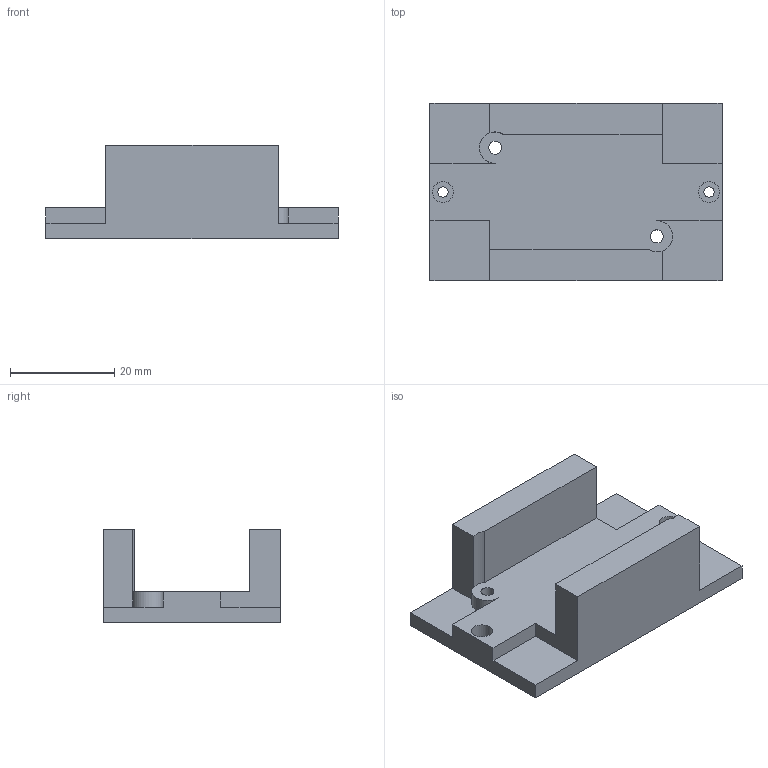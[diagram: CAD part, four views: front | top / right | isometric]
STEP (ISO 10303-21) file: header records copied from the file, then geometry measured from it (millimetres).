
FILE_DESCRIPTION(/* description */ (''),/* implementation_level */ '2;1');
FILE_NAME(/* name */ 'LM2596 Mount.step',/* time_stamp */ '2020-09-16T18:20:47-07:00',/* author */ (''),/* organization */ (''),/* preprocessor_version */ 'ST-DEVELOPER v18.1',/* originating_system */ 'Autodesk Translation Framework v9.3.0.1241',/* authorisation */ '');
FILE_SCHEMA (('AUTOMOTIVE_DESIGN { 1 0 10303 214 3 1 1 }'));
Length unit declared in the file: millimetre
Products named in the file (2): LM2596 Mount; base
Assembly tree (1 placements, depth 2):
  LM2596 Mount
    base
Bounding box: 56 x 34 x 18 mm (x, y, z)
Volume: 14432.6 mm3; surface area: 6970.4 mm2
Topology: 1 solids, 1 shells, 34 faces, 88 edges, 58 vertices
Faces by surface type: plane 24, cylinder 10
Full cylindrical faces by diameter (mm): 2 x2, 2.5 x2, 4 x2
Entity records: 1105 total; most frequent: CARTESIAN_POINT 183, DIRECTION 182, ORIENTED_EDGE 176, EDGE_CURVE 88, LINE 68, VECTOR 68, VERTEX_POINT 58, AXIS2_PLACEMENT_3D 57
